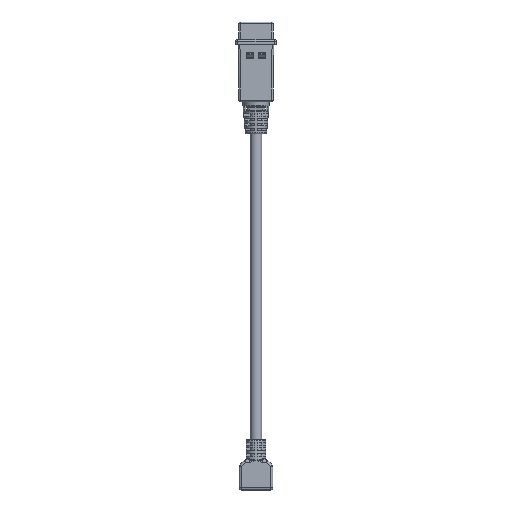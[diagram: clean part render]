
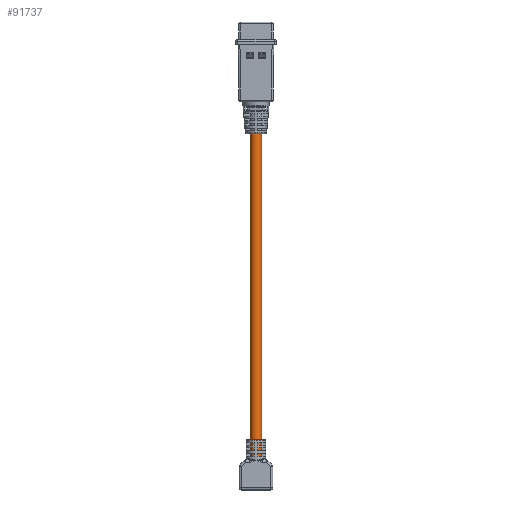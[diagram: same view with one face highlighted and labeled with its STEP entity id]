
A CAD part, front view. The second image highlights one B-rep face of the part: STEP entity #91737.
In plain terms, the highlighted cylindrical face has radius 2.743 mm (diameter 5.486 mm), a partial arc.
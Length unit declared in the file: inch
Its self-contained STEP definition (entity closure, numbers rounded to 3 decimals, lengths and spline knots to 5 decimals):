
#789 = AXIS2_PLACEMENT_3D ( 'NONE', #12693, #124713, #91783 ) ;
#3165 = CYLINDRICAL_SURFACE ( 'NONE', #44393, 0.108 ) ;
#9488 = DIRECTION ( 'NONE',  ( 1., 0., 0. ) ) ;
#12693 = CARTESIAN_POINT ( 'NONE',  ( -3., 0., 0. ) ) ;
#13215 = CARTESIAN_POINT ( 'NONE',  ( 3., 0., 0. ) ) ;
#14372 = DIRECTION ( 'NONE',  ( -1., 0., 0. ) ) ;
#21600 = CARTESIAN_POINT ( 'NONE',  ( -3., 0., -0.108 ) ) ;
#28407 = VECTOR ( 'NONE', #132662, 39.37008 ) ;
#29073 = VERTEX_POINT ( 'NONE', #119877 ) ;
#31414 = LINE ( 'NONE', #79535, #34865 ) ;
#31563 = DIRECTION ( 'NONE',  ( 0., 0., 1. ) ) ;
#31724 = VERTEX_POINT ( 'NONE', #21600 ) ;
#32143 = EDGE_CURVE ( 'NONE', #32537, #29073, #125320, .T. ) ;
#32537 = VERTEX_POINT ( 'NONE', #121100 ) ;
#34865 = VECTOR ( 'NONE', #14372, 39.37008 ) ;
#44292 = CARTESIAN_POINT ( 'NONE',  ( 3., 0., -0.108 ) ) ;
#44393 = AXIS2_PLACEMENT_3D ( 'NONE', #13215, #101505, #31563 ) ;
#46822 = ORIENTED_EDGE ( 'NONE', *, *, #121185, .T. ) ;
#48109 = FACE_OUTER_BOUND ( 'NONE', #134628, .T. ) ;
#65511 = CARTESIAN_POINT ( 'NONE',  ( 3., 0., 0. ) ) ;
#68458 = EDGE_CURVE ( 'NONE', #29073, #31724, #116488, .T. ) ;
#68913 = CARTESIAN_POINT ( 'NONE',  ( -3., 0., 0.108 ) ) ;
#71295 = VERTEX_POINT ( 'NONE', #68913 ) ;
#79182 = EDGE_CURVE ( 'NONE', #71295, #31724, #83078, .T. ) ;
#79386 = ORIENTED_EDGE ( 'NONE', *, *, #68458, .F. ) ;
#79535 = CARTESIAN_POINT ( 'NONE',  ( 3., 0., 0.108 ) ) ;
#83078 = CIRCLE ( 'NONE', #789, 0.108 ) ;
#91737 = ADVANCED_FACE ( 'NONE', ( #48109 ), #3165, .T. ) ;
#91783 = DIRECTION ( 'NONE',  ( 0., 0., -1. ) ) ;
#95149 = AXIS2_PLACEMENT_3D ( 'NONE', #65511, #9488, #97802 ) ;
#97802 = DIRECTION ( 'NONE',  ( 0., 0., -1. ) ) ;
#101505 = DIRECTION ( 'NONE',  ( -1., 0., 0. ) ) ;
#106821 = ORIENTED_EDGE ( 'NONE', *, *, #79182, .T. ) ;
#116488 = LINE ( 'NONE', #44292, #28407 ) ;
#119877 = CARTESIAN_POINT ( 'NONE',  ( 3., 0., -0.108 ) ) ;
#121100 = CARTESIAN_POINT ( 'NONE',  ( 3., 0., 0.108 ) ) ;
#121185 = EDGE_CURVE ( 'NONE', #32537, #71295, #31414, .T. ) ;
#123630 = ORIENTED_EDGE ( 'NONE', *, *, #32143, .F. ) ;
#124713 = DIRECTION ( 'NONE',  ( 1., 0., 0. ) ) ;
#125320 = CIRCLE ( 'NONE', #95149, 0.108 ) ;
#132662 = DIRECTION ( 'NONE',  ( -1., 0., 0. ) ) ;
#134628 = EDGE_LOOP ( 'NONE', ( #79386, #123630, #46822, #106821 ) ) ;
